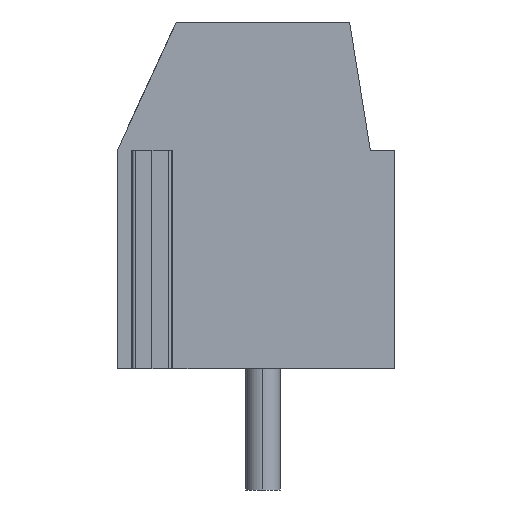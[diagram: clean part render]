
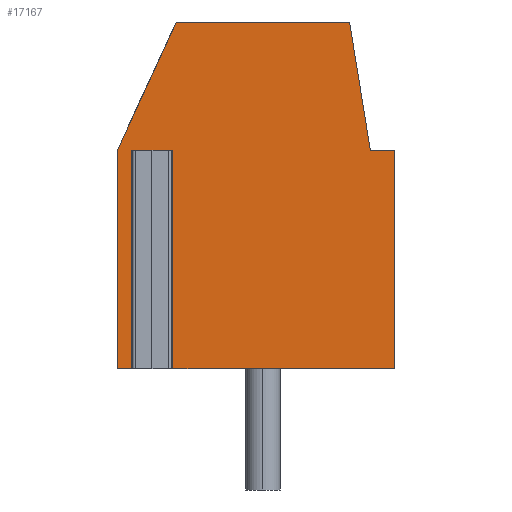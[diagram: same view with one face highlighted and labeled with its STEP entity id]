
A CAD part, left-side view. The second image highlights one B-rep face of the part: STEP entity #17167.
In plain terms, the highlighted planar face has unit normal (-1, 0, 0).
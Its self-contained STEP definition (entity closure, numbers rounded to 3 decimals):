
#17092=AXIS2_PLACEMENT_3D('Plane Axis2P3D',#17089,#17090,#17091) ;
#16079=CARTESIAN_POINT('Vertex',(0.6,-3.013,9.8)) ;
#16084=CARTESIAN_POINT('Line Origine',(0.6,-3.013,6.65)) ;
#16088=CARTESIAN_POINT('Vertex',(0.6,-3.013,3.5)) ;
#16330=CARTESIAN_POINT('Vertex',(0.6,3.287,13.5)) ;
#16333=CARTESIAN_POINT('Line Origine',(0.6,0.787,13.5)) ;
#16337=CARTESIAN_POINT('Vertex',(0.6,-1.713,13.5)) ;
#16907=CARTESIAN_POINT('Vertex',(0.6,-2.313,9.8)) ;
#16912=CARTESIAN_POINT('Line Origine',(0.6,-2.663,9.8)) ;
#17089=CARTESIAN_POINT('Axis2P3D Location',(0.6,0.787,3.5)) ;
#17094=CARTESIAN_POINT('Line Origine',(0.6,3.829,9.8)) ;
#17098=CARTESIAN_POINT('Vertex',(0.6,3.672,9.8)) ;
#17100=CARTESIAN_POINT('Vertex',(0.6,3.987,9.8)) ;
#17103=CARTESIAN_POINT('Line Origine',(0.6,3.672,6.65)) ;
#17107=CARTESIAN_POINT('Vertex',(0.6,3.672,3.5)) ;
#17110=CARTESIAN_POINT('Line Origine',(0.6,0.329,3.5)) ;
#17115=CARTESIAN_POINT('Line Origine',(0.6,-2.013,11.65)) ;
#17120=CARTESIAN_POINT('Line Origine',(0.6,4.137,11.65)) ;
#17124=CARTESIAN_POINT('Vertex',(0.6,4.987,9.8)) ;
#17127=CARTESIAN_POINT('Line Origine',(0.6,4.987,6.65)) ;
#17131=CARTESIAN_POINT('Vertex',(0.6,4.987,3.5)) ;
#17134=CARTESIAN_POINT('Line Origine',(0.6,4.644,3.5)) ;
#17138=CARTESIAN_POINT('Vertex',(0.6,4.302,3.5)) ;
#17141=CARTESIAN_POINT('Line Origine',(0.6,4.302,6.65)) ;
#17145=CARTESIAN_POINT('Vertex',(0.6,4.302,9.8)) ;
#17148=CARTESIAN_POINT('Line Origine',(0.6,4.144,9.8)) ;
#16085=DIRECTION('Vector Direction',(0.,0.,-1.)) ;
#16334=DIRECTION('Vector Direction',(0.,-1.,0.)) ;
#16913=DIRECTION('Vector Direction',(0.,-1.,0.)) ;
#17090=DIRECTION('Axis2P3D Direction',(1.,0.,0.)) ;
#17091=DIRECTION('Axis2P3D XDirection',(0.,0.,1.)) ;
#17095=DIRECTION('Vector Direction',(0.,1.,0.)) ;
#17104=DIRECTION('Vector Direction',(0.,0.,1.)) ;
#17111=DIRECTION('Vector Direction',(0.,1.,0.)) ;
#17116=DIRECTION('Vector Direction',(0.,0.16,0.987)) ;
#17121=DIRECTION('Vector Direction',(0.,-0.418,0.909)) ;
#17128=DIRECTION('Vector Direction',(0.,0.,1.)) ;
#17135=DIRECTION('Vector Direction',(0.,1.,0.)) ;
#17142=DIRECTION('Vector Direction',(0.,0.,1.)) ;
#17149=DIRECTION('Vector Direction',(0.,-1.,0.)) ;
#16086=VECTOR('Line Direction',#16085,1.) ;
#16335=VECTOR('Line Direction',#16334,1.) ;
#16914=VECTOR('Line Direction',#16913,1.) ;
#17096=VECTOR('Line Direction',#17095,1.) ;
#17105=VECTOR('Line Direction',#17104,1.) ;
#17112=VECTOR('Line Direction',#17111,1.) ;
#17117=VECTOR('Line Direction',#17116,1.) ;
#17122=VECTOR('Line Direction',#17121,1.) ;
#17129=VECTOR('Line Direction',#17128,1.) ;
#17136=VECTOR('Line Direction',#17135,1.) ;
#17143=VECTOR('Line Direction',#17142,1.) ;
#17150=VECTOR('Line Direction',#17149,1.) ;
#17154=ORIENTED_EDGE('',*,*,#17102,.F.) ;
#17155=ORIENTED_EDGE('',*,*,#17109,.F.) ;
#17156=ORIENTED_EDGE('',*,*,#17114,.F.) ;
#17157=ORIENTED_EDGE('',*,*,#16090,.F.) ;
#17158=ORIENTED_EDGE('',*,*,#16916,.F.) ;
#17159=ORIENTED_EDGE('',*,*,#17119,.F.) ;
#17160=ORIENTED_EDGE('',*,*,#16339,.F.) ;
#17161=ORIENTED_EDGE('',*,*,#17126,.F.) ;
#17162=ORIENTED_EDGE('',*,*,#17133,.F.) ;
#17163=ORIENTED_EDGE('',*,*,#17140,.F.) ;
#17164=ORIENTED_EDGE('',*,*,#17147,.T.) ;
#17165=ORIENTED_EDGE('',*,*,#17152,.F.) ;
#17167=ADVANCED_FACE('Housing-3',(#17166),#17093,.F.) ;
#16090=EDGE_CURVE('',#16080,#16089,#16087,.T.) ;
#16339=EDGE_CURVE('',#16331,#16338,#16336,.T.) ;
#16916=EDGE_CURVE('',#16908,#16080,#16915,.T.) ;
#17102=EDGE_CURVE('',#17099,#17101,#17097,.T.) ;
#17109=EDGE_CURVE('',#17108,#17099,#17106,.T.) ;
#17114=EDGE_CURVE('',#16089,#17108,#17113,.T.) ;
#17119=EDGE_CURVE('',#16338,#16908,#17118,.F.) ;
#17126=EDGE_CURVE('',#17125,#16331,#17123,.T.) ;
#17133=EDGE_CURVE('',#17132,#17125,#17130,.T.) ;
#17140=EDGE_CURVE('',#17139,#17132,#17137,.T.) ;
#17147=EDGE_CURVE('',#17139,#17146,#17144,.T.) ;
#17152=EDGE_CURVE('',#17101,#17146,#17151,.F.) ;
#17153=EDGE_LOOP('',(#17154,#17155,#17156,#17157,#17158,#17159,#17160,#17161,#17162,#17163,#17164,#17165)) ;
#17166=FACE_OUTER_BOUND('',#17153,.T.) ;
#16087=LINE('Line',#16084,#16086) ;
#16336=LINE('Line',#16333,#16335) ;
#16915=LINE('Line',#16912,#16914) ;
#17097=LINE('Line',#17094,#17096) ;
#17106=LINE('Line',#17103,#17105) ;
#17113=LINE('Line',#17110,#17112) ;
#17118=LINE('Line',#17115,#17117) ;
#17123=LINE('Line',#17120,#17122) ;
#17130=LINE('Line',#17127,#17129) ;
#17137=LINE('Line',#17134,#17136) ;
#17144=LINE('Line',#17141,#17143) ;
#17151=LINE('Line',#17148,#17150) ;
#17093=PLANE('',#17092) ;
#16080=VERTEX_POINT('',#16079) ;
#16089=VERTEX_POINT('',#16088) ;
#16331=VERTEX_POINT('',#16330) ;
#16338=VERTEX_POINT('',#16337) ;
#16908=VERTEX_POINT('',#16907) ;
#17099=VERTEX_POINT('',#17098) ;
#17101=VERTEX_POINT('',#17100) ;
#17108=VERTEX_POINT('',#17107) ;
#17125=VERTEX_POINT('',#17124) ;
#17132=VERTEX_POINT('',#17131) ;
#17139=VERTEX_POINT('',#17138) ;
#17146=VERTEX_POINT('',#17145) ;
